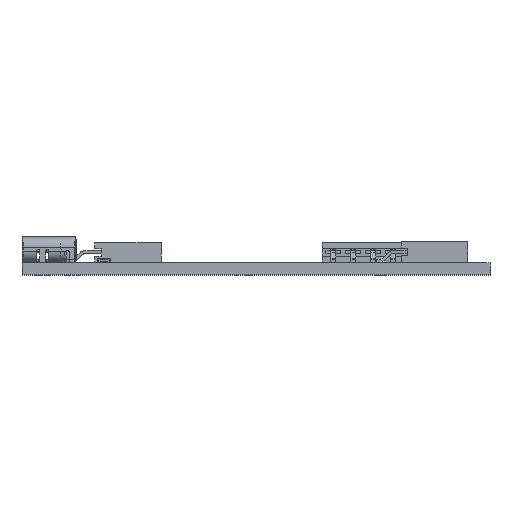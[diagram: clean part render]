
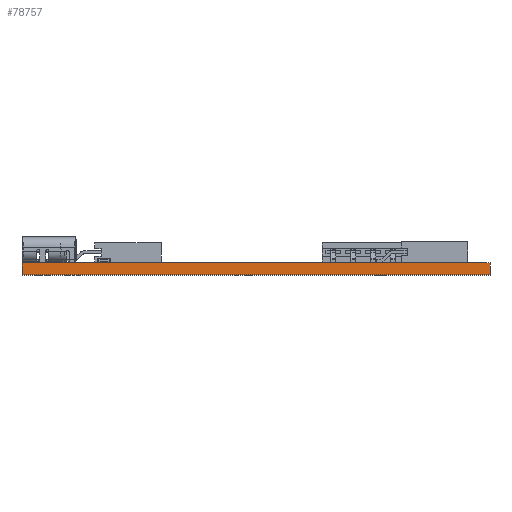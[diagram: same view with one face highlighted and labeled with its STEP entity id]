
A CAD part, front view. The second image highlights one B-rep face of the part: STEP entity #78757.
In plain terms, the highlighted planar face has unit normal (0, -1, 0).
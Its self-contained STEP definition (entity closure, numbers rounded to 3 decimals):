
#78412 = VERTEX_POINT('',#78413);
#78413 = CARTESIAN_POINT('',(80.,-175.,0.));
#78419 = EDGE_CURVE('',#78420,#78412,#78422,.T.);
#78420 = VERTEX_POINT('',#78421);
#78421 = CARTESIAN_POINT('',(140.,-175.,0.));
#78422 = LINE('',#78423,#78424);
#78423 = CARTESIAN_POINT('',(140.,-175.,0.));
#78424 = VECTOR('',#78425,1.);
#78425 = DIRECTION('',(-1.,0.,0.));
#78545 = VERTEX_POINT('',#78546);
#78546 = CARTESIAN_POINT('',(80.,-175.,1.51));
#78552 = EDGE_CURVE('',#78553,#78545,#78555,.T.);
#78553 = VERTEX_POINT('',#78554);
#78554 = CARTESIAN_POINT('',(140.,-175.,1.51));
#78555 = LINE('',#78556,#78557);
#78556 = CARTESIAN_POINT('',(140.,-175.,1.51));
#78557 = VECTOR('',#78558,1.);
#78558 = DIRECTION('',(-1.,0.,0.));
#78727 = EDGE_CURVE('',#78412,#78545,#78728,.T.);
#78728 = LINE('',#78729,#78730);
#78729 = CARTESIAN_POINT('',(80.,-175.,0.));
#78730 = VECTOR('',#78731,1.);
#78731 = DIRECTION('',(0.,0.,1.));
#78757 = ADVANCED_FACE('',(#78758),#78769,.T.);
#78758 = FACE_BOUND('',#78759,.T.);
#78759 = EDGE_LOOP('',(#78760,#78766,#78767,#78768));
#78760 = ORIENTED_EDGE('',*,*,#78761,.T.);
#78761 = EDGE_CURVE('',#78420,#78553,#78762,.T.);
#78762 = LINE('',#78763,#78764);
#78763 = CARTESIAN_POINT('',(140.,-175.,0.));
#78764 = VECTOR('',#78765,1.);
#78765 = DIRECTION('',(0.,0.,1.));
#78766 = ORIENTED_EDGE('',*,*,#78552,.T.);
#78767 = ORIENTED_EDGE('',*,*,#78727,.F.);
#78768 = ORIENTED_EDGE('',*,*,#78419,.F.);
#78769 = PLANE('',#78770);
#78770 = AXIS2_PLACEMENT_3D('',#78771,#78772,#78773);
#78771 = CARTESIAN_POINT('',(140.,-175.,0.));
#78772 = DIRECTION('',(0.,-1.,0.));
#78773 = DIRECTION('',(-1.,0.,0.));
